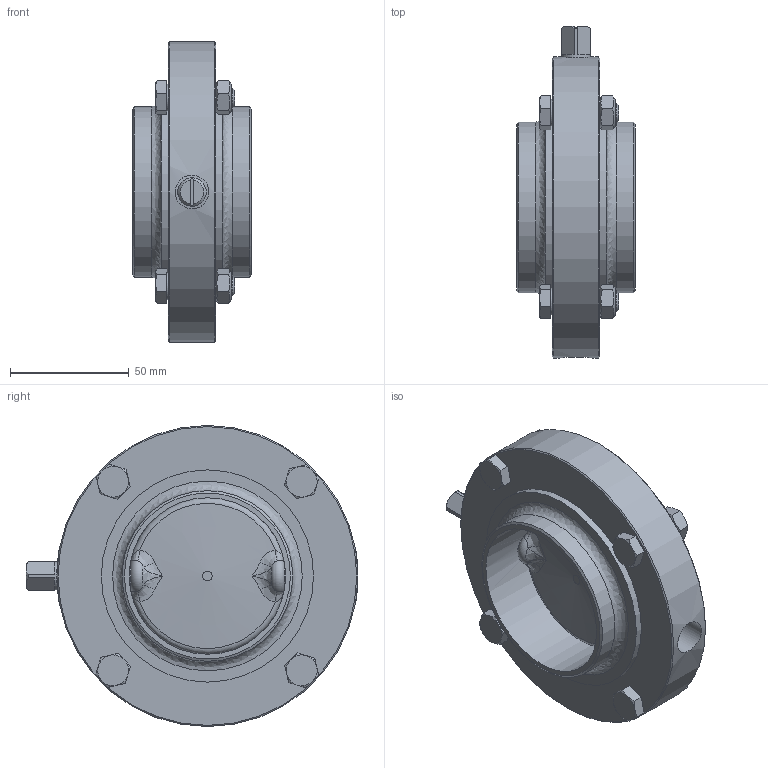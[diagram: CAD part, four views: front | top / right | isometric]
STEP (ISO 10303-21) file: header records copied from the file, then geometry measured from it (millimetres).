
FILE_DESCRIPTION((''),'2;1');
FILE_NAME('52200065X130.stp','2010-10-29T08:56:11',('Creator'),(''),'Autodesk Inventor 2010','Autodesk Inventor 2010','');
FILE_SCHEMA(('AUTOMOTIVE_DESIGN { 1 0 10303 214 1 1 1 1 }'));
Length unit declared in the file: millimetre
Products named in the file (1): 52200065X130
Bounding box: 50 x 140 x 127 mm (x, y, z)
Volume: 244428.8 mm3; surface area: 60800.1 mm2
Topology: 1 solids, 5 shells, 231 faces, 551 edges, 342 vertices
Faces by surface type: plane 101, cone 54, cylinder 38, bspline 30, torus 8
Full cylindrical faces by diameter (mm): 4.134 x1, 7.323 x4, 8 x8, 8.5 x4, 11.4 x4, 12 x2, 14.2 x2, 66 x2, 72 x2, 89.5 x2, 127 x1
Entity records: 8332 total; most frequent: CARTESIAN_POINT 3826, ORIENTED_EDGE 924, DIRECTION 844, EDGE_CURVE 462, AXIS2_PLACEMENT_3D 372, VERTEX_POINT 322, EDGE_LOOP 322, FACE_OUTER_BOUND 230
